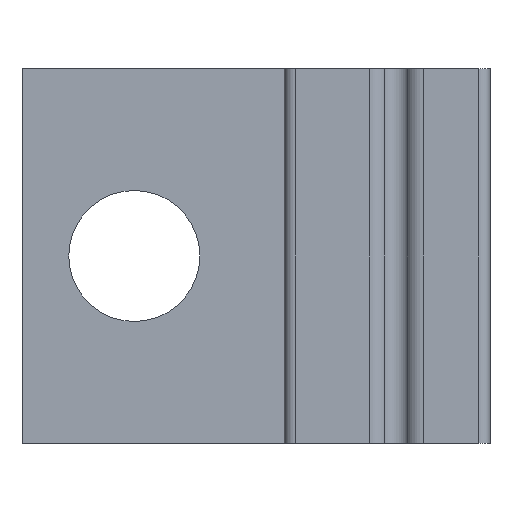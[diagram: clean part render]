
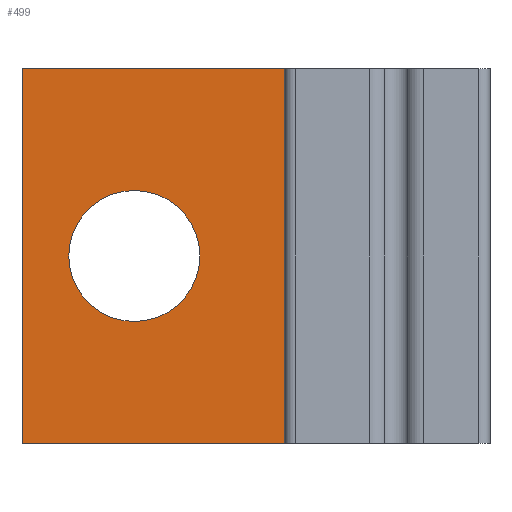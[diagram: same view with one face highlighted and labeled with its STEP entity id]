
A CAD part, front view. The second image highlights one B-rep face of the part: STEP entity #499.
In plain terms, the highlighted planar face has unit normal (0, -1, 0).
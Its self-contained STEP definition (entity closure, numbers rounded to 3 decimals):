
#6 = EDGE_LOOP ( 'NONE', ( #135, #350 ) ) ;
#10 = PLANE ( 'NONE',  #919 ) ;
#15 = DIRECTION ( 'NONE',  ( 1., 0., 0. ) ) ;
#17 = CARTESIAN_POINT ( 'NONE',  ( 7.3, -2., 10. ) ) ;
#19 = CARTESIAN_POINT ( 'NONE',  ( 7.3, -2., 0. ) ) ;
#26 = FACE_OUTER_BOUND ( 'NONE', #587, .T. ) ;
#48 = DIRECTION ( 'NONE',  ( -1., 0., 0. ) ) ;
#50 = ORIENTED_EDGE ( 'NONE', *, *, #802, .T. ) ;
#58 = EDGE_CURVE ( 'NONE', #377, #942, #516, .T. ) ;
#78 = AXIS2_PLACEMENT_3D ( 'NONE', #290, #132, #48 ) ;
#85 = LINE ( 'NONE', #580, #430 ) ;
#113 = VECTOR ( 'NONE', #351, 1000. ) ;
#121 = EDGE_CURVE ( 'NONE', #886, #733, #445, .T. ) ;
#132 = DIRECTION ( 'NONE',  ( 0., 1., 0. ) ) ;
#135 = ORIENTED_EDGE ( 'NONE', *, *, #121, .T. ) ;
#172 = VERTEX_POINT ( 'NONE', #375 ) ;
#175 = DIRECTION ( 'NONE',  ( -1., 0., 0. ) ) ;
#205 = CARTESIAN_POINT ( 'NONE',  ( 0., -2., 10. ) ) ;
#263 = VECTOR ( 'NONE', #282, 1000. ) ;
#282 = DIRECTION ( 'NONE',  ( 0., 0., -1. ) ) ;
#290 = CARTESIAN_POINT ( 'NONE',  ( 3., -2., 5. ) ) ;
#335 = CARTESIAN_POINT ( 'NONE',  ( 7.3, -2., 10. ) ) ;
#350 = ORIENTED_EDGE ( 'NONE', *, *, #992, .T. ) ;
#351 = DIRECTION ( 'NONE',  ( 1., 0., 0. ) ) ;
#366 = CIRCLE ( 'NONE', #828, 1.75 ) ;
#375 = CARTESIAN_POINT ( 'NONE',  ( 9., -2., 10. ) ) ;
#377 = VERTEX_POINT ( 'NONE', #978 ) ;
#409 = DIRECTION ( 'NONE',  ( -1., 0., 0. ) ) ;
#412 = ORIENTED_EDGE ( 'NONE', *, *, #58, .T. ) ;
#413 = FACE_BOUND ( 'NONE', #6, .T. ) ;
#422 = LINE ( 'NONE', #600, #263 ) ;
#430 = VECTOR ( 'NONE', #826, 1000. ) ;
#440 = CARTESIAN_POINT ( 'NONE',  ( 3., -2., 3.25 ) ) ;
#445 = CIRCLE ( 'NONE', #78, 1.75 ) ;
#499 = ADVANCED_FACE ( 'NONE', ( #413, #26 ), #10, .F. ) ;
#516 = LINE ( 'NONE', #19, #776 ) ;
#580 = CARTESIAN_POINT ( 'NONE',  ( 9., -2., 0. ) ) ;
#587 = EDGE_LOOP ( 'NONE', ( #412, #1012, #895, #50 ) ) ;
#600 = CARTESIAN_POINT ( 'NONE',  ( 0., -2., 10. ) ) ;
#663 = VERTEX_POINT ( 'NONE', #205 ) ;
#664 = CARTESIAN_POINT ( 'NONE',  ( 3., -2., 5. ) ) ;
#666 = DIRECTION ( 'NONE',  ( 0., 1., 0. ) ) ;
#688 = EDGE_CURVE ( 'NONE', #663, #172, #917, .T. ) ;
#733 = VERTEX_POINT ( 'NONE', #440 ) ;
#776 = VECTOR ( 'NONE', #15, 1000. ) ;
#802 = EDGE_CURVE ( 'NONE', #663, #377, #422, .T. ) ;
#826 = DIRECTION ( 'NONE',  ( 0., 0., 1. ) ) ;
#828 = AXIS2_PLACEMENT_3D ( 'NONE', #664, #983, #409 ) ;
#881 = CARTESIAN_POINT ( 'NONE',  ( 3., -2., 6.75 ) ) ;
#886 = VERTEX_POINT ( 'NONE', #881 ) ;
#895 = ORIENTED_EDGE ( 'NONE', *, *, #688, .F. ) ;
#917 = LINE ( 'NONE', #17, #113 ) ;
#919 = AXIS2_PLACEMENT_3D ( 'NONE', #335, #666, #175 ) ;
#942 = VERTEX_POINT ( 'NONE', #1044 ) ;
#978 = CARTESIAN_POINT ( 'NONE',  ( 0., -2., 0. ) ) ;
#983 = DIRECTION ( 'NONE',  ( 0., 1., 0. ) ) ;
#992 = EDGE_CURVE ( 'NONE', #733, #886, #366, .T. ) ;
#1012 = ORIENTED_EDGE ( 'NONE', *, *, #1033, .T. ) ;
#1033 = EDGE_CURVE ( 'NONE', #942, #172, #85, .T. ) ;
#1044 = CARTESIAN_POINT ( 'NONE',  ( 9., -2., 0. ) ) ;
